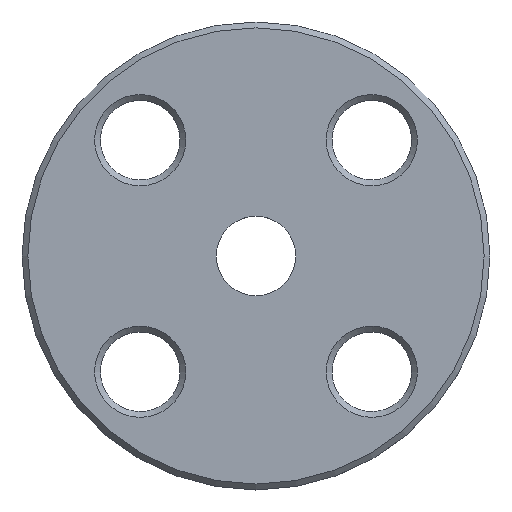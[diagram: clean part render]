
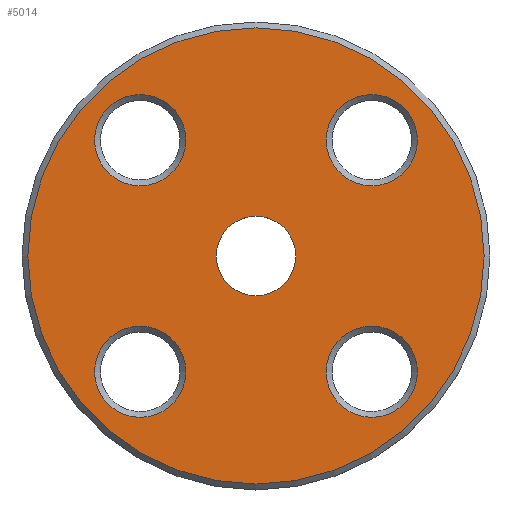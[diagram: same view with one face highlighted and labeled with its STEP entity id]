
A CAD part, top view. The second image highlights one B-rep face of the part: STEP entity #5014.
In plain terms, the highlighted planar face has unit normal (0, 0, 1).
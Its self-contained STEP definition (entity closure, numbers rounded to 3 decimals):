
#4869 = VERTEX_POINT('',#4870);
#4870 = CARTESIAN_POINT('',(-1.7,0.,2.));
#4878 = EDGE_CURVE('',#4869,#4869,#4879,.T.);
#4879 = CIRCLE('',#4880,1.7);
#4880 = AXIS2_PLACEMENT_3D('',#4881,#4882,#4883);
#4881 = CARTESIAN_POINT('',(0.,0.,2.));
#4882 = DIRECTION('',(0.,0.,1.));
#4883 = DIRECTION('',(-1.,0.,0.));
#5014 = ADVANCED_FACE('',(#5015,#5026,#5029,#5040,#5051,#5062),#5073,.T.
  );
#5015 = FACE_BOUND('',#5016,.T.);
#5016 = EDGE_LOOP('',(#5017));
#5017 = ORIENTED_EDGE('',*,*,#5018,.F.);
#5018 = EDGE_CURVE('',#5019,#5019,#5021,.T.);
#5019 = VERTEX_POINT('',#5020);
#5020 = CARTESIAN_POINT('',(-6.9,-4.95,2.));
#5021 = CIRCLE('',#5022,1.95);
#5022 = AXIS2_PLACEMENT_3D('',#5023,#5024,#5025);
#5023 = CARTESIAN_POINT('',(-4.95,-4.95,2.));
#5024 = DIRECTION('',(0.,0.,1.));
#5025 = DIRECTION('',(-1.,0.,0.));
#5026 = FACE_BOUND('',#5027,.T.);
#5027 = EDGE_LOOP('',(#5028));
#5028 = ORIENTED_EDGE('',*,*,#4878,.F.);
#5029 = FACE_BOUND('',#5030,.T.);
#5030 = EDGE_LOOP('',(#5031));
#5031 = ORIENTED_EDGE('',*,*,#5032,.F.);
#5032 = EDGE_CURVE('',#5033,#5033,#5035,.T.);
#5033 = VERTEX_POINT('',#5034);
#5034 = CARTESIAN_POINT('',(-6.9,4.95,2.));
#5035 = CIRCLE('',#5036,1.95);
#5036 = AXIS2_PLACEMENT_3D('',#5037,#5038,#5039);
#5037 = CARTESIAN_POINT('',(-4.95,4.95,2.));
#5038 = DIRECTION('',(0.,0.,1.));
#5039 = DIRECTION('',(-1.,0.,0.));
#5040 = FACE_BOUND('',#5041,.T.);
#5041 = EDGE_LOOP('',(#5042));
#5042 = ORIENTED_EDGE('',*,*,#5043,.F.);
#5043 = EDGE_CURVE('',#5044,#5044,#5046,.T.);
#5044 = VERTEX_POINT('',#5045);
#5045 = CARTESIAN_POINT('',(3.,4.95,2.));
#5046 = CIRCLE('',#5047,1.95);
#5047 = AXIS2_PLACEMENT_3D('',#5048,#5049,#5050);
#5048 = CARTESIAN_POINT('',(4.95,4.95,2.));
#5049 = DIRECTION('',(0.,0.,1.));
#5050 = DIRECTION('',(-1.,0.,0.));
#5051 = FACE_BOUND('',#5052,.T.);
#5052 = EDGE_LOOP('',(#5053));
#5053 = ORIENTED_EDGE('',*,*,#5054,.F.);
#5054 = EDGE_CURVE('',#5055,#5055,#5057,.T.);
#5055 = VERTEX_POINT('',#5056);
#5056 = CARTESIAN_POINT('',(3.,-4.95,2.));
#5057 = CIRCLE('',#5058,1.95);
#5058 = AXIS2_PLACEMENT_3D('',#5059,#5060,#5061);
#5059 = CARTESIAN_POINT('',(4.95,-4.95,2.));
#5060 = DIRECTION('',(0.,0.,1.));
#5061 = DIRECTION('',(-1.,0.,0.));
#5062 = FACE_BOUND('',#5063,.T.);
#5063 = EDGE_LOOP('',(#5064));
#5064 = ORIENTED_EDGE('',*,*,#5065,.T.);
#5065 = EDGE_CURVE('',#5066,#5066,#5068,.T.);
#5066 = VERTEX_POINT('',#5067);
#5067 = CARTESIAN_POINT('',(9.75,0.,2.));
#5068 = CIRCLE('',#5069,9.75);
#5069 = AXIS2_PLACEMENT_3D('',#5070,#5071,#5072);
#5070 = CARTESIAN_POINT('',(0.,0.,2.));
#5071 = DIRECTION('',(0.,0.,1.));
#5072 = DIRECTION('',(1.,0.,0.));
#5073 = PLANE('',#5074);
#5074 = AXIS2_PLACEMENT_3D('',#5075,#5076,#5077);
#5075 = CARTESIAN_POINT('',(0.,0.,2.));
#5076 = DIRECTION('',(0.,0.,1.));
#5077 = DIRECTION('',(1.,0.,0.));
